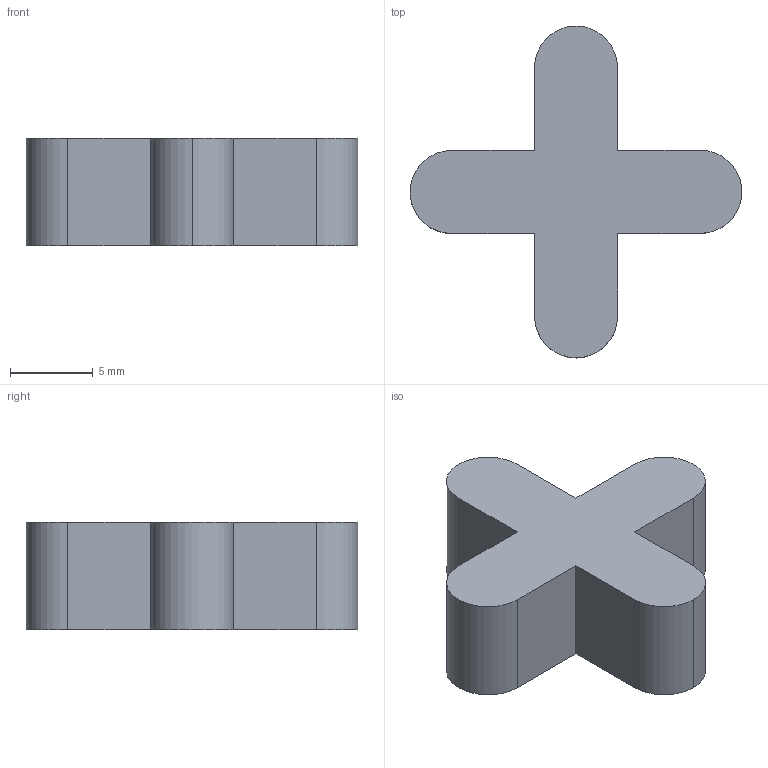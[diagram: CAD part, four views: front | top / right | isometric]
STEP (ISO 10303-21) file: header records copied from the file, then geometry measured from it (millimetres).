
FILE_DESCRIPTION(/* description */ (''),/* implementation_level */ '2;1');
FILE_NAME(/* name */ 'Connector.step',/* time_stamp */ '2025-12-29T14:24:59+01:00',/* author */ (''),/* organization */ (''),/* preprocessor_version */ 'ST-DEVELOPER v20.1',/* originating_system */ 'Autodesk Translation Framework v14.21.0.0',/* authorisation */ '');
FILE_SCHEMA (('AUTOMOTIVE_DESIGN { 1 0 10303 214 3 1 1 }'));
Length unit declared in the file: millimetre
Products named in the file (1): Connector
Bounding box: 20 x 20 x 6.5 mm (x, y, z)
Volume: 1067.8 mm3; surface area: 792.7 mm2
Topology: 1 solids, 1 shells, 16 faces, 42 edges, 28 vertices
Faces by surface type: plane 11, cylinder 5
Entity records: 529 total; most frequent: CARTESIAN_POINT 87, DIRECTION 86, ORIENTED_EDGE 84, EDGE_CURVE 42, LINE 32, VECTOR 32, VERTEX_POINT 28, AXIS2_PLACEMENT_3D 27
